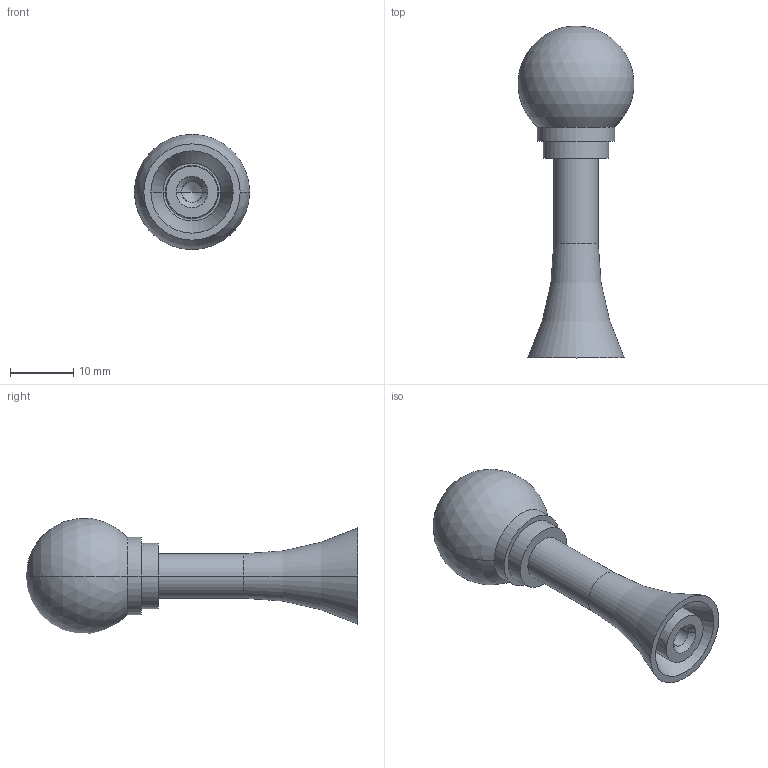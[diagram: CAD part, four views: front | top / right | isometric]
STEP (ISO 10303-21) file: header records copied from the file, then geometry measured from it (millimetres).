
FILE_DESCRIPTION(('Creo Elements/Direct Modeling STEP Export'),'2;1');
FILE_NAME('2287.stp','2022-05-04T10:36:25',(''),(''),'Creo Elements/Direct Modeling STEP processor for AP214 (Solid Model)','Creo Elements/Direct Modeling 20.0 12-Nov-2016 (C) Parametric Technology GmbH','');
FILE_SCHEMA(('AUTOMOTIVE_DESIGN { 1 0 10303 214 1 1 1 1 }'));
Length unit declared in the file: millimetre
Products named in the file (1): ZN-11420
Bounding box: 18.3 x 52.37 x 18.17 mm (x, y, z)
Volume: 5184.8 mm3; surface area: 2560.1 mm2
Topology: 1 solids, 1 shells, 29 faces, 60 edges, 34 vertices
Faces by surface type: cylinder 10, torus 6, cone 6, plane 5, sphere 2
Entity records: 698 total; most frequent: DIRECTION 120, ORIENTED_EDGE 112, CARTESIAN_POINT 102, EDGE_CURVE 56, AXIS2_PLACEMENT_3D 52, VERTEX_POINT 34, EDGE_LOOP 34, FACE_OUTER_BOUND 29
